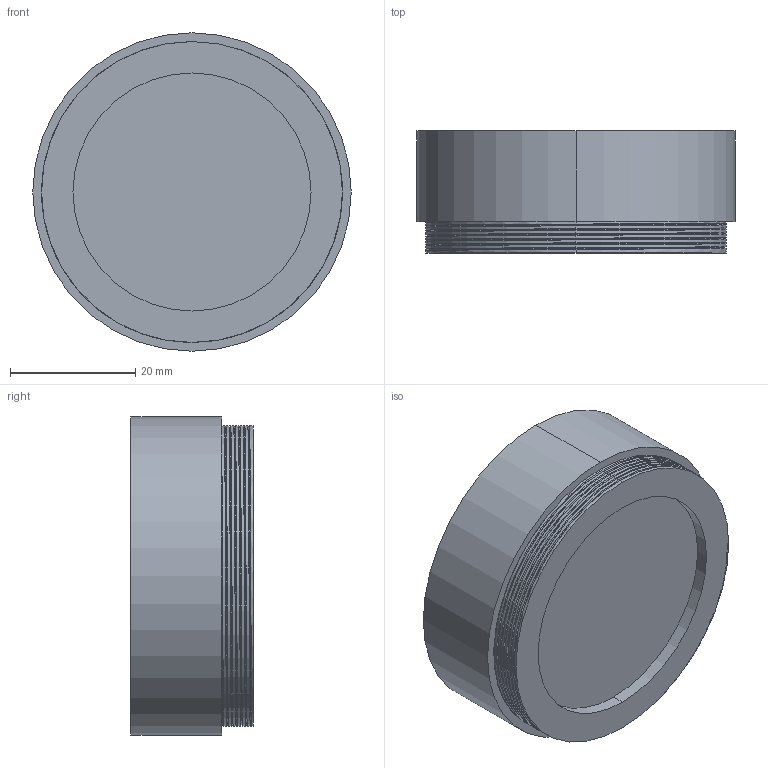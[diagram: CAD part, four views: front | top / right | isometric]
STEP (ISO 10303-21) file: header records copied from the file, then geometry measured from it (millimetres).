
FILE_DESCRIPTION (( 'STEP AP203' ), '1' );
FILE_NAME ('APD-ML40-160-VIS-A.STEP', '2023-11-21T12:59:49', ( '' ), ( '' ), 'SwSTEP 2.0', 'SolidWorks 2023', '' );
FILE_SCHEMA (( 'CONFIG_CONTROL_DESIGN' ));
Length unit declared in the file: millimetre
Products named in the file (1): APD-ML40-160-VIS-A
Bounding box: 50.8 x 19.5 x 50.8 mm (x, y, z)
Volume: 10285.6 mm3; surface area: 10390.4 mm2
Topology: 1 solids, 1 shells, 81 faces, 213 edges, 139 vertices
Faces by surface type: cylinder 60, plane 11, bspline 10
Entity records: 6208 total; most frequent: CARTESIAN_POINT 4477, ORIENTED_EDGE 426, DIRECTION 272, EDGE_CURVE 213, VERTEX_POINT 139, AXIS2_PLACEMENT_3D 101, EDGE_LOOP 86, FACE_OUTER_BOUND 81
